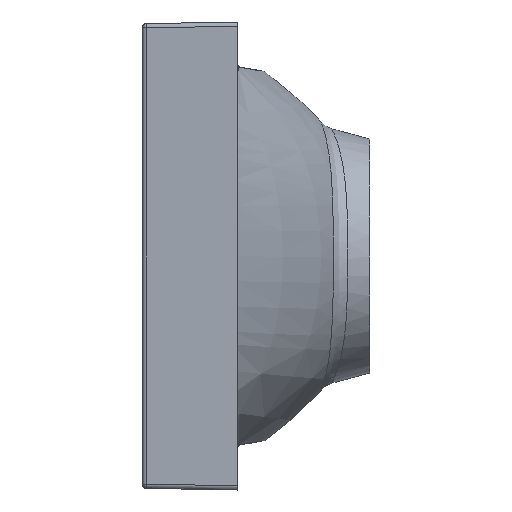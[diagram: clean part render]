
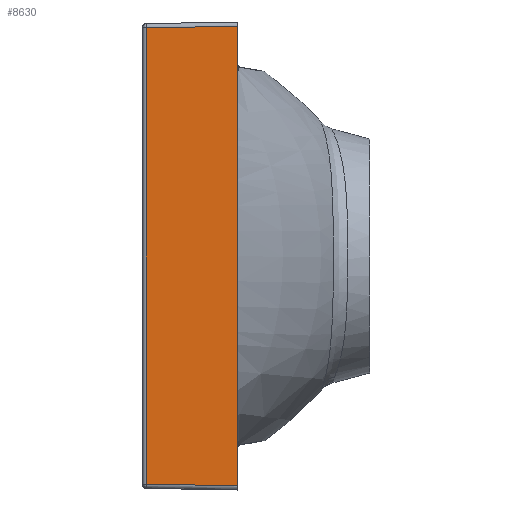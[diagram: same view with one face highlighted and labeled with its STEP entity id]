
A CAD part, left-side view. The second image highlights one B-rep face of the part: STEP entity #8630.
In plain terms, the highlighted planar face has unit normal (-1, 0.018, 0).
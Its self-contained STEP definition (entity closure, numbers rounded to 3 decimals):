
#1004 = LINE ( 'NONE', #14121, #8576 ) ;
#1019 = CARTESIAN_POINT ( 'NONE',  ( -350.001, -45.035, -108.001 ) ) ;
#2440 = VECTOR ( 'NONE', #12447, 1000. ) ;
#2677 = VERTEX_POINT ( 'NONE', #6621 ) ;
#3438 = DIRECTION ( 'NONE',  ( 0., 0., 1. ) ) ;
#3498 = VERTEX_POINT ( 'NONE', #8305 ) ;
#3537 = DIRECTION ( 'NONE',  ( -1., 0.017, 0. ) ) ;
#3968 = CARTESIAN_POINT ( 'NONE',  ( -349.934, -41.197, 107.934 ) ) ;
#4249 = VECTOR ( 'NONE', #6271, 1000. ) ;
#4543 = ORIENTED_EDGE ( 'NONE', *, *, #11616, .T. ) ;
#5612 = VECTOR ( 'NONE', #7609, 1000. ) ;
#5924 = EDGE_CURVE ( 'NONE', #7874, #2677, #12645, .T. ) ;
#6252 = EDGE_CURVE ( 'NONE', #2677, #3498, #8706, .T. ) ;
#6271 = DIRECTION ( 'NONE',  ( 0., 0., -1. ) ) ;
#6592 = CARTESIAN_POINT ( 'NONE',  ( -350., -45., 108. ) ) ;
#6621 = CARTESIAN_POINT ( 'NONE',  ( -349.249, -1.965, 107.249 ) ) ;
#6976 = FACE_OUTER_BOUND ( 'NONE', #7043, .T. ) ;
#7043 = EDGE_LOOP ( 'NONE', ( #12553, #7208, #9916, #4543 ) ) ;
#7208 = ORIENTED_EDGE ( 'NONE', *, *, #6252, .T. ) ;
#7559 = CARTESIAN_POINT ( 'NONE',  ( -349.249, -1.965, -107.215 ) ) ;
#7609 = DIRECTION ( 'NONE',  ( -0.017, -1., -0.017 ) ) ;
#7874 = VERTEX_POINT ( 'NONE', #6592 ) ;
#7917 = DIRECTION ( 'NONE',  ( -0.017, -1., 0. ) ) ;
#8305 = CARTESIAN_POINT ( 'NONE',  ( -349.249, -1.965, -107.249 ) ) ;
#8576 = VECTOR ( 'NONE', #3438, 1000. ) ;
#8630 = ADVANCED_FACE ( 'NONE', ( #6976 ), #8992, .T. ) ;
#8706 = LINE ( 'NONE', #7559, #4249 ) ;
#8980 = EDGE_CURVE ( 'NONE', #3498, #12213, #10766, .T. ) ;
#8992 = PLANE ( 'NONE',  #14067 ) ;
#9916 = ORIENTED_EDGE ( 'NONE', *, *, #8980, .T. ) ;
#10766 = LINE ( 'NONE', #1019, #5612 ) ;
#11616 = EDGE_CURVE ( 'NONE', #12213, #7874, #1004, .T. ) ;
#11671 = CARTESIAN_POINT ( 'NONE',  ( -350., -45., -108. ) ) ;
#12213 = VERTEX_POINT ( 'NONE', #11671 ) ;
#12447 = DIRECTION ( 'NONE',  ( 0.017, 1., -0.017 ) ) ;
#12553 = ORIENTED_EDGE ( 'NONE', *, *, #5924, .T. ) ;
#12645 = LINE ( 'NONE', #3968, #2440 ) ;
#13362 = CARTESIAN_POINT ( 'NONE',  ( -350., -45., -110. ) ) ;
#14067 = AXIS2_PLACEMENT_3D ( 'NONE', #13362, #3537, #7917 ) ;
#14121 = CARTESIAN_POINT ( 'NONE',  ( -350., -45., -110. ) ) ;
